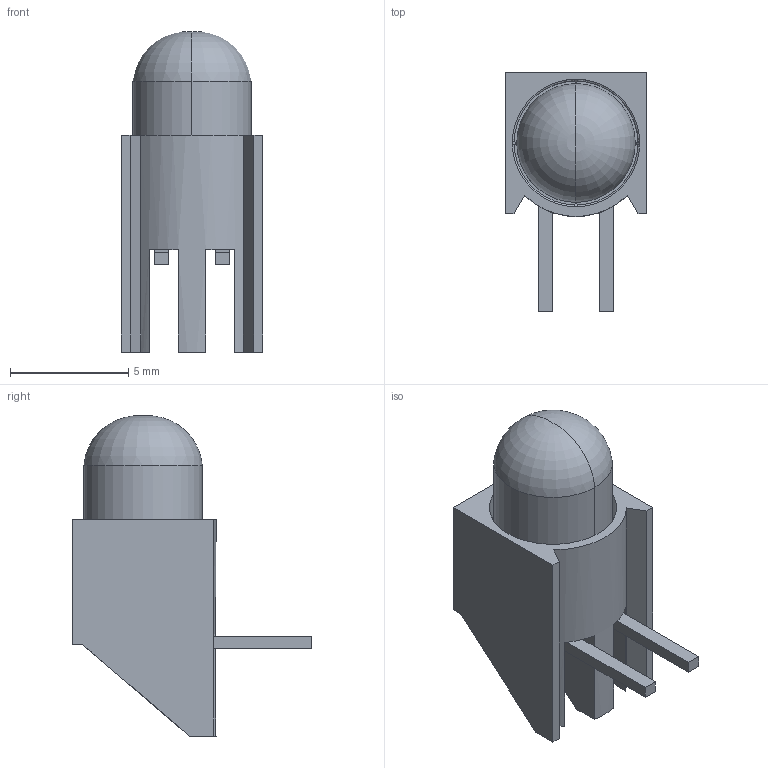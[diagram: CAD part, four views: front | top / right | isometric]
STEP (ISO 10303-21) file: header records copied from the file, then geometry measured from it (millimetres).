
FILE_DESCRIPTION (( 'STEP AP214' ), '1' );
FILE_NAME ('5300H_5302H_5308H_Series.STEP', '2019-05-15T22:19:22', ( 'user' ), ( 'Microsoft' ), 'SwSTEP 2.0', 'SolidWorks 2018', '' );
FILE_SCHEMA (( 'AUTOMOTIVE_DESIGN' ));
Length unit declared in the file: inch
Products named in the file (3): 5300H_5302H_5308H_Series; F14547BKV0-A - C7718; 4305H5
Assembly tree (2 placements, depth 2):
  5300H_5302H_5308H_Series
    F14547BKV0-A - C7718
    4305H5
Bounding box: 5.96 x 10.09 x 13.51 mm (x, y, z)
Volume: 280.8 mm3; surface area: 584.9 mm2
Topology: 4 solids, 4 shells, 197 faces, 507 edges, 328 vertices
Faces by surface type: plane 125, bspline 46, cylinder 11, torus 10, cone 5
Entity records: 8854 total; most frequent: CARTESIAN_POINT 4249, ORIENTED_EDGE 1010, DIRECTION 746, EDGE_CURVE 505, LINE 344, VECTOR 344, VERTEX_POINT 328, EDGE_LOOP 213
